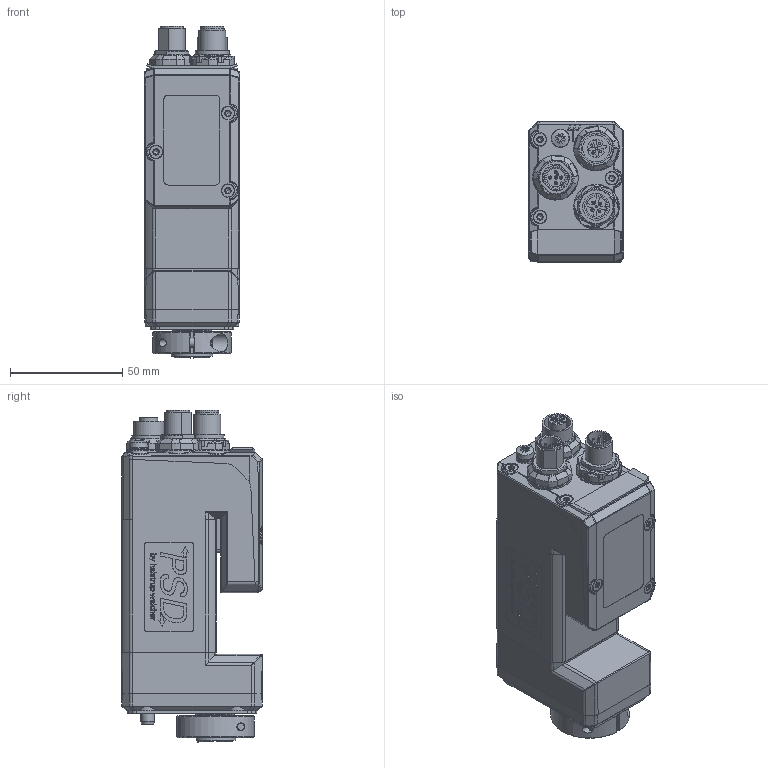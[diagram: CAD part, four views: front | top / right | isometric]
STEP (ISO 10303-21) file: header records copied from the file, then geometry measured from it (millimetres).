
FILE_DESCRIPTION(/* description */ (''),/* implementation_level */ '2;1');
FILE_NAME(/* name */ '7300.014233B.stp',/* time_stamp */ '2020-06-30T16:42:12+02:00',/* author */ ('mzabek'),/* organization */ (''),/* preprocessor_version */ 'ST-DEVELOPER v17',/* originating_system */ 'Autodesk Inventor 2018',/* authorisation */ '');
FILE_SCHEMA (('AUTOMOTIVE_DESIGN { 1 0 10303 214 3 1 1 }'));
Products named in the file (1): ENG-104924
Bounding box: 42.4 x 62.82 x 147.8 mm (x, y, z)
Volume: 288840.8 mm3; surface area: 40905.5 mm2
Topology: 4 solids, 4 shells, 2175 faces, 5891 edges, 3777 vertices
Faces by surface type: plane 910, bspline 555, cylinder 452, cone 159, torus 51, sphere 48
Full cylindrical faces by diameter (mm): 0.6 x3, 0.8 x5, 1 x13, 1.4 x4, 3.459 x1, 4 x1, 4.5 x1, 5.6 x6, 6 x7, 7 x2, 8 x1, 8.3 x1, 9.2 x1, 10.2 x1, 10.4 x1, 10.5 x1, 12 x2, 13.5 x1, 14 x1, 14.4 x1, 15 x2, 17 x1, 22 x1, 23 x1
Entity records: 78955 total; most frequent: CARTESIAN_POINT 25934, ORIENTED_EDGE 11648, DIRECTION 8863, EDGE_CURVE 5824, VERTEX_POINT 3777, AXIS2_PLACEMENT_3D 3015, LINE 2833, VECTOR 2833
